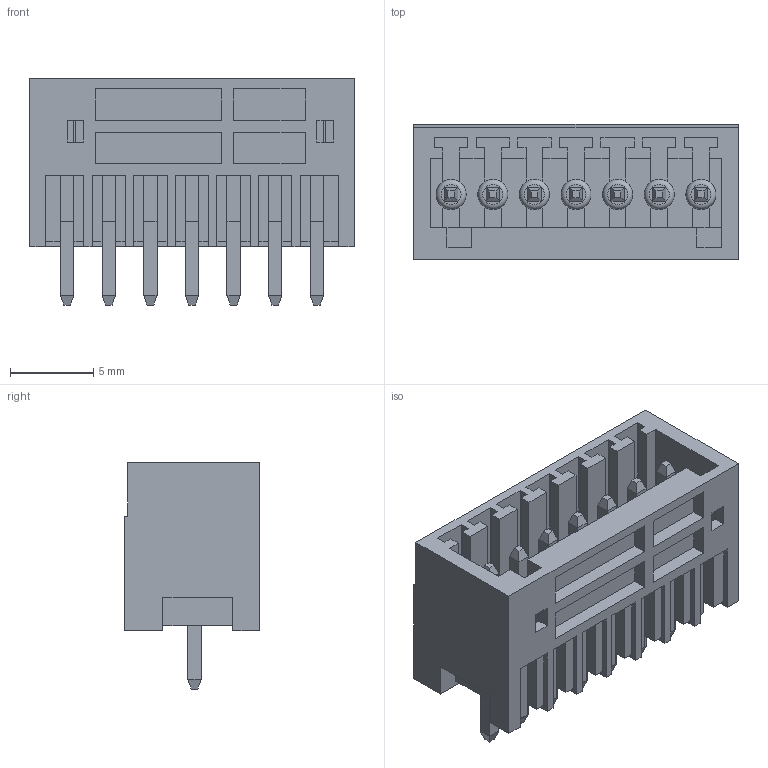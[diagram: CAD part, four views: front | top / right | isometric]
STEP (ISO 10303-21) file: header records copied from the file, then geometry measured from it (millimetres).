
FILE_DESCRIPTION( ( 'Unknown' ), '1' );
FILE_NAME( '691382000007.stp', 'Unknown', ( 'Unknown' ), ( 'Unknown' ), 'PSStep 18.0.17', 'Unknown', ' ' );
FILE_SCHEMA( ( 'AUTOMOTIVE_DESIGN { 1 0 10303 214 1 1 1 1 }' ) );
Length unit declared in the file: millimetre
Products named in the file (3): Assem1; 6913820000xx_PIN; 691382000007
Assembly tree (8 placements, depth 2):
  Assem1
    6913820000xx_PIN  x7
    691382000007
Bounding box: 19.5 x 8.1 x 13.6 mm (x, y, z)
Volume: 787 mm3; surface area: 2261.2 mm2
Topology: 8 solids, 8 shells, 507 faces, 1348 edges, 869 vertices
Faces by surface type: plane 493, cylinder 7, torus 7
Full cylindrical faces by diameter (mm): 1.8 x7
Entity records: 16657 total; most frequent: CARTESIAN_POINT 2357, ORIENTED_EDGE 2318, DIRECTION 2065, EDGE_CURVE 1159, LINE 1117, VECTOR 1117, VERTEX_POINT 766, AXIS2_PLACEMENT_3D 474
